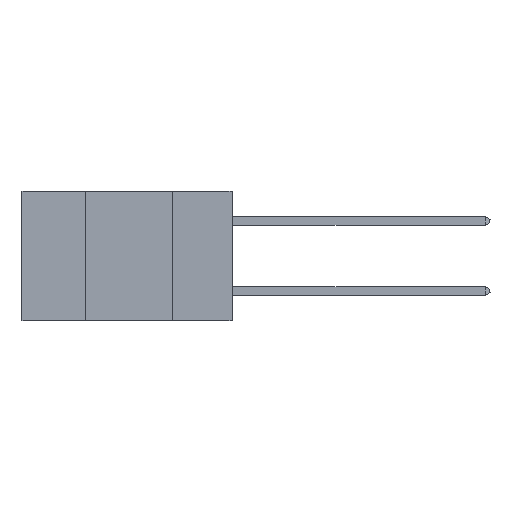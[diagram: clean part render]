
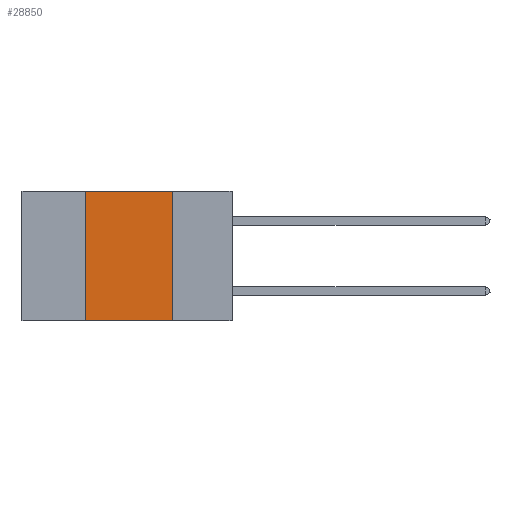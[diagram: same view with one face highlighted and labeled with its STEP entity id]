
A CAD part, left-side view. The second image highlights one B-rep face of the part: STEP entity #28850.
In plain terms, the highlighted planar face has unit normal (-1, 0, 0).
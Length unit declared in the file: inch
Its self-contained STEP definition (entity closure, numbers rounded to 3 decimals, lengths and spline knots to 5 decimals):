
#1456 = EDGE_LOOP ( 'NONE', ( #24040, #19821, #16309, #3723 ) ) ;
#1966 = FACE_OUTER_BOUND ( 'NONE', #1456, .T. ) ;
#3420 = LINE ( 'NONE', #17318, #31291 ) ;
#3723 = ORIENTED_EDGE ( 'NONE', *, *, #10640, .T. ) ;
#6515 = CARTESIAN_POINT ( 'NONE',  ( 0., 0.17, -0.37 ) ) ;
#6667 = VECTOR ( 'NONE', #17637, 39.37008 ) ;
#6877 = CARTESIAN_POINT ( 'NONE',  ( 0., 0.42, 0. ) ) ;
#7345 = VERTEX_POINT ( 'NONE', #27533 ) ;
#7585 = DIRECTION ( 'NONE',  ( 0., 0., -1. ) ) ;
#10116 = CARTESIAN_POINT ( 'NONE',  ( 0., 0.6, -0.37 ) ) ;
#10640 = EDGE_CURVE ( 'NONE', #11593, #13940, #25862, .T. ) ;
#11593 = VERTEX_POINT ( 'NONE', #30809 ) ;
#11611 = EDGE_CURVE ( 'NONE', #15276, #7345, #31432, .T. ) ;
#12643 = DIRECTION ( 'NONE',  ( 0., -1., 0. ) ) ;
#12704 = CARTESIAN_POINT ( 'NONE',  ( 0., 0.42, 0. ) ) ;
#13504 = VECTOR ( 'NONE', #12643, 39.37008 ) ;
#13691 = CARTESIAN_POINT ( 'NONE',  ( 0., 0.6, 0. ) ) ;
#13940 = VERTEX_POINT ( 'NONE', #6515 ) ;
#14924 = DIRECTION ( 'NONE',  ( 0., 0., -1. ) ) ;
#15064 = PLANE ( 'NONE',  #15310 ) ;
#15276 = VERTEX_POINT ( 'NONE', #6877 ) ;
#15310 = AXIS2_PLACEMENT_3D ( 'NONE', #29682, #22532, #7585 ) ;
#16309 = ORIENTED_EDGE ( 'NONE', *, *, #30653, .F. ) ;
#17318 = CARTESIAN_POINT ( 'NONE',  ( 0., 0.17, 0. ) ) ;
#17637 = DIRECTION ( 'NONE',  ( 0., 0., 1. ) ) ;
#19212 = LINE ( 'NONE', #12704, #6667 ) ;
#19821 = ORIENTED_EDGE ( 'NONE', *, *, #11611, .F. ) ;
#21302 = DIRECTION ( 'NONE',  ( 0., -1., 0. ) ) ;
#22532 = DIRECTION ( 'NONE',  ( 1., 0., 0. ) ) ;
#23522 = VECTOR ( 'NONE', #21302, 39.37008 ) ;
#24040 = ORIENTED_EDGE ( 'NONE', *, *, #24830, .F. ) ;
#24830 = EDGE_CURVE ( 'NONE', #7345, #13940, #3420, .T. ) ;
#25862 = LINE ( 'NONE', #10116, #13504 ) ;
#27533 = CARTESIAN_POINT ( 'NONE',  ( 0., 0.17, 0. ) ) ;
#28850 = ADVANCED_FACE ( 'NONE', ( #1966 ), #15064, .F. ) ;
#29682 = CARTESIAN_POINT ( 'NONE',  ( 0., 0.6, 0. ) ) ;
#30653 = EDGE_CURVE ( 'NONE', #11593, #15276, #19212, .T. ) ;
#30809 = CARTESIAN_POINT ( 'NONE',  ( 0., 0.42, -0.37 ) ) ;
#31291 = VECTOR ( 'NONE', #14924, 39.37008 ) ;
#31432 = LINE ( 'NONE', #13691, #23522 ) ;
